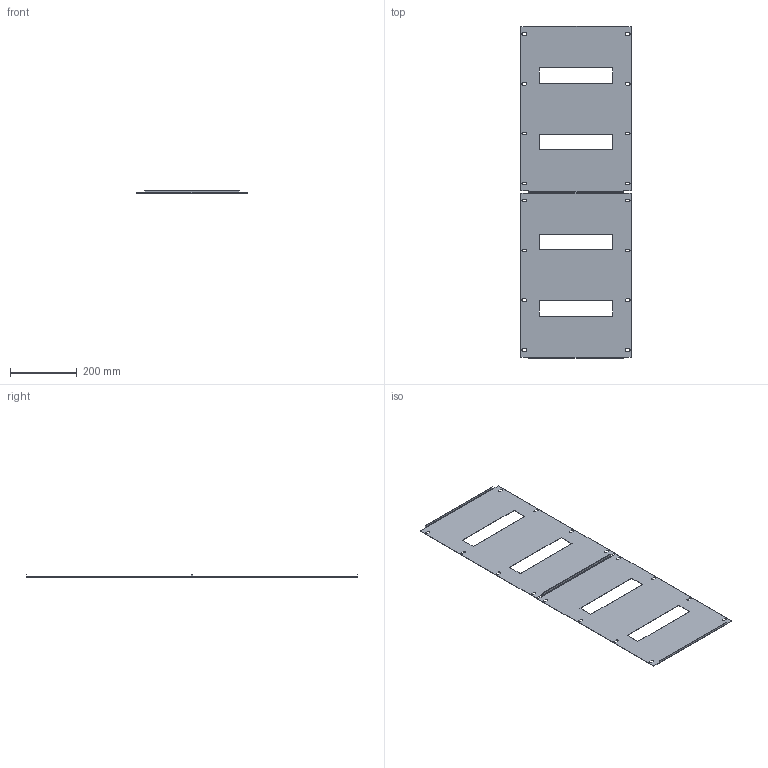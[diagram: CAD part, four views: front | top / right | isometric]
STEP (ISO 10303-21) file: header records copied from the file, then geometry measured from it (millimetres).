
FILE_DESCRIPTION (( 'STEP AP214' ), '1' );
FILE_NAME ('mb-15-mp-5045n Ê-ò ïë-â (2øò) âûñ 500 ïîä 2 óð ìîä àâò äëÿ ÂÐÓ Unit øèðèíîé 450ìì (ÌÈ-2319).STEP', '2021-11-17T11:41:16', ( '' ), ( '' ), 'SwSTEP 2.0', 'SolidWorks 2021', '' );
FILE_SCHEMA (( 'AUTOMOTIVE_DESIGN' ));
Length unit declared in the file: millimetre
Products named in the file (2): ÌÈ-2319.00.00.001 Ïëàñòðîí 500 ïîä 2 óðîâíÿ ïîä øèðèíó 450ìì_00; mb-15-mp-5045n Ê-ò ïë-â (2øò) âûñ 500 ïîä 2 óð ìîä àâò äëÿ ÂÐÓ Unit øèðèíîé 450ìì (ÌÈ-2319)
Assembly tree (2 placements, depth 2):
  mb-15-mp-5045n Ê-ò ïë-â (2øò) âûñ 500 ïîä 2 óð ìîä àâò äëÿ ÂÐÓ Unit øèðèíîé 450ìì (ÌÈ-2319)
    ÌÈ-2319.00.00.001 Ïëàñòðîí 500 ïîä 2 óðîâíÿ ïîä øèðèíó 450ìì_00  x2
Bounding box: 332 x 998 x 8 mm (x, y, z)
Volume: 295456.3 mm3; surface area: 597019.3 mm2
Topology: 2 solids, 2 shells, 156 faces, 424 edges, 272 vertices
Faces by surface type: plane 100, cylinder 56
Entity records: 2580 total; most frequent: DIRECTION 434, CARTESIAN_POINT 431, ORIENTED_EDGE 424, EDGE_CURVE 212, VECTOR 156, LINE 156, AXIS2_PLACEMENT_3D 139, VERTEX_POINT 136
